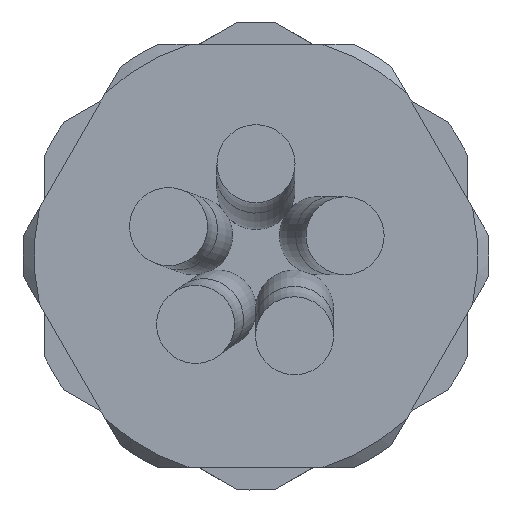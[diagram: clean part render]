
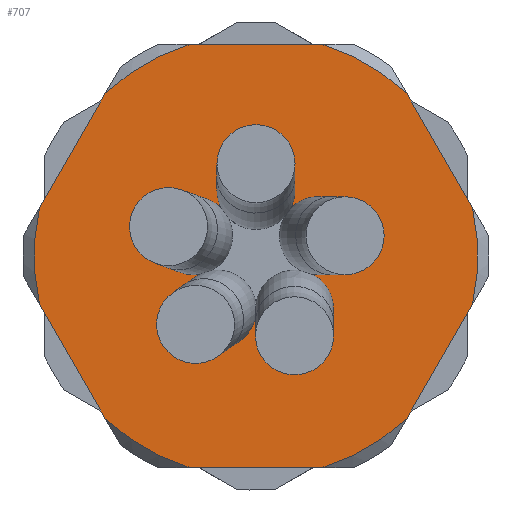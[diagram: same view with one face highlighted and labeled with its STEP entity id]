
A CAD part, front view. The second image highlights one B-rep face of the part: STEP entity #707.
In plain terms, the highlighted planar face has unit normal (0, -1, 0).
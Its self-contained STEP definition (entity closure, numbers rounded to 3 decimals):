
#357=FACE_BOUND('',#1284,.T.);
#358=FACE_BOUND('',#1285,.T.);
#526=CIRCLE('',#4471,9.95);
#527=CIRCLE('',#4472,9.95);
#528=CIRCLE('',#4473,9.95);
#529=CIRCLE('',#4474,9.95);
#530=CIRCLE('',#4475,9.95);
#531=CIRCLE('',#4476,9.95);
#532=CIRCLE('',#4477,1.75);
#533=CIRCLE('',#4478,1.75);
#534=CIRCLE('',#4479,1.75);
#535=CIRCLE('',#4480,1.75);
#536=CIRCLE('',#4481,1.75);
#707=ADVANCED_FACE('',(#357,#358),#961,.F.);
#961=PLANE('',#4482);
#1284=EDGE_LOOP('',(#1617,#1618,#1619,#1620,#1621,#1622,#1623,#1624,#1625,
#1626,#1627,#1628));
#1285=EDGE_LOOP('',(#1629,#1630,#1631,#1632,#1633));
#1617=ORIENTED_EDGE('',*,*,#3301,.F.);
#1618=ORIENTED_EDGE('',*,*,#3302,.F.);
#1619=ORIENTED_EDGE('',*,*,#3303,.F.);
#1620=ORIENTED_EDGE('',*,*,#3304,.F.);
#1621=ORIENTED_EDGE('',*,*,#3305,.F.);
#1622=ORIENTED_EDGE('',*,*,#3306,.F.);
#1623=ORIENTED_EDGE('',*,*,#3307,.F.);
#1624=ORIENTED_EDGE('',*,*,#3308,.F.);
#1625=ORIENTED_EDGE('',*,*,#3309,.F.);
#1626=ORIENTED_EDGE('',*,*,#3310,.F.);
#1627=ORIENTED_EDGE('',*,*,#3311,.F.);
#1628=ORIENTED_EDGE('',*,*,#3312,.F.);
#1629=ORIENTED_EDGE('',*,*,#3313,.F.);
#1630=ORIENTED_EDGE('',*,*,#3314,.F.);
#1631=ORIENTED_EDGE('',*,*,#3315,.F.);
#1632=ORIENTED_EDGE('',*,*,#3316,.F.);
#1633=ORIENTED_EDGE('',*,*,#3317,.F.);
#2875=VERTEX_POINT('',#5997);
#2876=VERTEX_POINT('',#5998);
#2877=VERTEX_POINT('',#6000);
#2878=VERTEX_POINT('',#6002);
#2879=VERTEX_POINT('',#6004);
#2880=VERTEX_POINT('',#6006);
#2881=VERTEX_POINT('',#6008);
#2882=VERTEX_POINT('',#6010);
#2883=VERTEX_POINT('',#6012);
#2884=VERTEX_POINT('',#6014);
#2885=VERTEX_POINT('',#6016);
#2886=VERTEX_POINT('',#6018);
#2887=VERTEX_POINT('',#6021);
#2888=VERTEX_POINT('',#6022);
#2889=VERTEX_POINT('',#6024);
#2890=VERTEX_POINT('',#6026);
#2891=VERTEX_POINT('',#6028);
#3301=EDGE_CURVE('',#2875,#2876,#3926,.T.);
#3302=EDGE_CURVE('',#2877,#2875,#526,.T.);
#3303=EDGE_CURVE('',#2878,#2877,#3927,.T.);
#3304=EDGE_CURVE('',#2879,#2878,#527,.T.);
#3305=EDGE_CURVE('',#2880,#2879,#3928,.T.);
#3306=EDGE_CURVE('',#2881,#2880,#528,.T.);
#3307=EDGE_CURVE('',#2882,#2881,#3929,.T.);
#3308=EDGE_CURVE('',#2883,#2882,#529,.T.);
#3309=EDGE_CURVE('',#2884,#2883,#3930,.T.);
#3310=EDGE_CURVE('',#2885,#2884,#530,.T.);
#3311=EDGE_CURVE('',#2886,#2885,#3931,.T.);
#3312=EDGE_CURVE('',#2876,#2886,#531,.T.);
#3313=EDGE_CURVE('',#2887,#2888,#532,.T.);
#3314=EDGE_CURVE('',#2889,#2887,#533,.T.);
#3315=EDGE_CURVE('',#2890,#2889,#534,.T.);
#3316=EDGE_CURVE('',#2891,#2890,#535,.T.);
#3317=EDGE_CURVE('',#2888,#2891,#536,.T.);
#3926=LINE('',#5996,#4181);
#3927=LINE('',#6001,#4182);
#3928=LINE('',#6005,#4183);
#3929=LINE('',#6009,#4184);
#3930=LINE('',#6013,#4185);
#3931=LINE('',#6017,#4186);
#4181=VECTOR('',#4908,1.);
#4182=VECTOR('',#4911,1.);
#4183=VECTOR('',#4914,1.);
#4184=VECTOR('',#4917,1.);
#4185=VECTOR('',#4920,1.);
#4186=VECTOR('',#4923,1.);
#4471=AXIS2_PLACEMENT_3D('',#5999,#4909,#4910);
#4472=AXIS2_PLACEMENT_3D('',#6003,#4912,#4913);
#4473=AXIS2_PLACEMENT_3D('',#6007,#4915,#4916);
#4474=AXIS2_PLACEMENT_3D('',#6011,#4918,#4919);
#4475=AXIS2_PLACEMENT_3D('',#6015,#4921,#4922);
#4476=AXIS2_PLACEMENT_3D('',#6019,#4924,#4925);
#4477=AXIS2_PLACEMENT_3D('',#6020,#4926,#4927);
#4478=AXIS2_PLACEMENT_3D('',#6023,#4928,#4929);
#4479=AXIS2_PLACEMENT_3D('',#6025,#4930,#4931);
#4480=AXIS2_PLACEMENT_3D('',#6027,#4932,#4933);
#4481=AXIS2_PLACEMENT_3D('',#6029,#4934,#4935);
#4482=AXIS2_PLACEMENT_3D('',#6030,#4936,#4937);
#4908=DIRECTION('',(1.,0.,0.));
#4909=DIRECTION('',(0.,1.,0.));
#4910=DIRECTION('',(0.,0.,1.));
#4911=DIRECTION('',(0.5,0.,0.866));
#4912=DIRECTION('',(0.,1.,0.));
#4913=DIRECTION('',(0.,0.,1.));
#4914=DIRECTION('',(-0.5,0.,0.866));
#4915=DIRECTION('',(0.,1.,0.));
#4916=DIRECTION('',(0.,0.,1.));
#4917=DIRECTION('',(-1.,0.,0.));
#4918=DIRECTION('',(0.,1.,0.));
#4919=DIRECTION('',(0.,0.,1.));
#4920=DIRECTION('',(-0.5,0.,-0.866));
#4921=DIRECTION('',(0.,1.,0.));
#4922=DIRECTION('',(0.,0.,1.));
#4923=DIRECTION('',(0.5,0.,-0.866));
#4924=DIRECTION('',(0.,1.,0.));
#4925=DIRECTION('',(0.,0.,1.));
#4926=DIRECTION('',(0.,-1.,0.));
#4927=DIRECTION('',(0.,0.,1.));
#4928=DIRECTION('',(0.,-1.,0.));
#4929=DIRECTION('',(0.,0.,1.));
#4930=DIRECTION('',(0.,-1.,0.));
#4931=DIRECTION('',(0.,0.,1.));
#4932=DIRECTION('',(0.,-1.,0.));
#4933=DIRECTION('',(0.,0.,1.));
#4934=DIRECTION('',(0.,-1.,0.));
#4935=DIRECTION('',(0.,0.,1.));
#4936=DIRECTION('',(0.,1.,0.));
#4937=DIRECTION('',(0.,0.,1.));
#5996=CARTESIAN_POINT('',(44.515,50.,9.5));
#5997=CARTESIAN_POINT('',(47.042,50.,9.5));
#5998=CARTESIAN_POINT('',(52.958,50.,9.5));
#5999=CARTESIAN_POINT('',(50.,50.,0.));
#6000=CARTESIAN_POINT('',(43.252,50.,7.312));
#6001=CARTESIAN_POINT('',(39.03,50.,0.));
#6002=CARTESIAN_POINT('',(40.294,50.,2.188));
#6003=CARTESIAN_POINT('',(50.,50.,0.));
#6004=CARTESIAN_POINT('',(40.294,50.,-2.188));
#6005=CARTESIAN_POINT('',(44.515,50.,-9.5));
#6006=CARTESIAN_POINT('',(43.252,50.,-7.312));
#6007=CARTESIAN_POINT('',(50.,50.,0.));
#6008=CARTESIAN_POINT('',(47.042,50.,-9.5));
#6009=CARTESIAN_POINT('',(55.485,50.,-9.5));
#6010=CARTESIAN_POINT('',(52.958,50.,-9.5));
#6011=CARTESIAN_POINT('',(50.,50.,0.));
#6012=CARTESIAN_POINT('',(56.748,50.,-7.312));
#6013=CARTESIAN_POINT('',(60.97,50.,0.));
#6014=CARTESIAN_POINT('',(59.706,50.,-2.188));
#6015=CARTESIAN_POINT('',(50.,50.,0.));
#6016=CARTESIAN_POINT('',(59.706,50.,2.188));
#6017=CARTESIAN_POINT('',(55.485,50.,9.5));
#6018=CARTESIAN_POINT('',(56.748,50.,7.312));
#6019=CARTESIAN_POINT('',(50.,50.,0.));
#6020=CARTESIAN_POINT('',(52.796,50.,0.909));
#6021=CARTESIAN_POINT('',(52.525,50.,-0.82));
#6022=CARTESIAN_POINT('',(51.56,50.,2.148));
#6023=CARTESIAN_POINT('',(51.728,50.,-2.379));
#6024=CARTESIAN_POINT('',(50.,50.,-2.655));
#6025=CARTESIAN_POINT('',(48.272,50.,-2.379));
#6026=CARTESIAN_POINT('',(47.475,50.,-0.82));
#6027=CARTESIAN_POINT('',(47.204,50.,0.909));
#6028=CARTESIAN_POINT('',(48.44,50.,2.148));
#6029=CARTESIAN_POINT('',(50.,50.,2.94));
#6030=CARTESIAN_POINT('',(60.45,50.,0.));
